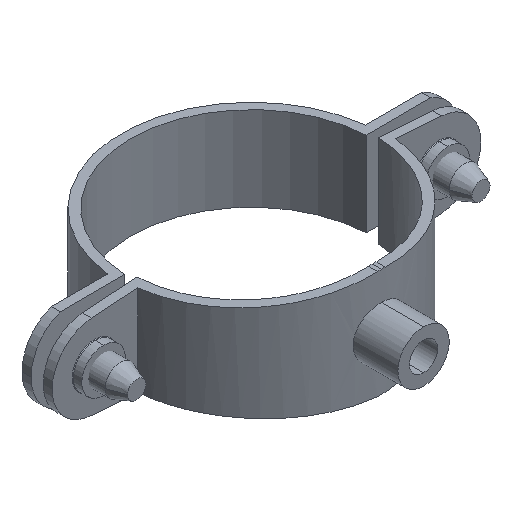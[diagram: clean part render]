
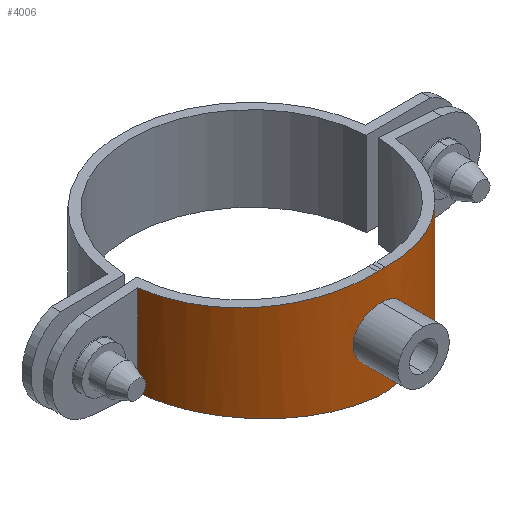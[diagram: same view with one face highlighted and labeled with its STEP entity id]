
A CAD part, isometric view. The second image highlights one B-rep face of the part: STEP entity #4006.
In plain terms, the highlighted cylindrical face has radius 21.5 mm (diameter 43 mm), a partial arc.
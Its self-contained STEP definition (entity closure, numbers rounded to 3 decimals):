
#2152=CARTESIAN_POINT('',(-0.632,-21.491,
-8.978));
#2153=CARTESIAN_POINT('',(-2.177,-21.445,
-8.869));
#2154=CARTESIAN_POINT('',(-4.981,-21.042,
-8.672));
#2155=CARTESIAN_POINT('',(-9.829,-19.402,
-8.331));
#2156=CARTESIAN_POINT('',(-14.769,-16.128,
-7.983));
#2157=CARTESIAN_POINT('',(-18.466,-11.492,
-7.723));
#2158=CARTESIAN_POINT('',(-20.526,-6.802,
-7.578));
#2159=CARTESIAN_POINT('',(-21.174,-4.039,
-7.533));
#2160=CARTESIAN_POINT('',(-21.354,-2.5,-7.52));
#2162=DIRECTION('',(0.,0.,1.));
#2163=VECTOR('',#2162,15.04);
#2164=CARTESIAN_POINT('',(-21.354,-2.5,-7.52));
#2165=LINE('',#2164,#2163);
#2166=CARTESIAN_POINT('',(-21.354,-2.5,7.52));
#2167=CARTESIAN_POINT('',(-21.174,-4.039,
7.533));
#2168=CARTESIAN_POINT('',(-20.526,-6.802,
7.578));
#2169=CARTESIAN_POINT('',(-18.466,-11.492,
7.723));
#2170=CARTESIAN_POINT('',(-14.769,-16.128,
7.983));
#2171=CARTESIAN_POINT('',(-9.829,-19.402,
8.331));
#2172=CARTESIAN_POINT('',(-4.981,-21.042,
8.672));
#2173=CARTESIAN_POINT('',(-2.177,-21.445,
8.869));
#2174=CARTESIAN_POINT('',(-0.632,-21.491,
8.978));
#2176=CARTESIAN_POINT('',(0.632,-21.491,
8.978));
#2177=CARTESIAN_POINT('',(2.177,-21.445,8.869));
#2178=CARTESIAN_POINT('',(4.981,-21.042,8.672));
#2179=CARTESIAN_POINT('',(9.829,-19.402,8.331));
#2180=CARTESIAN_POINT('',(14.769,-16.128,7.983));
#2181=CARTESIAN_POINT('',(18.466,-11.492,7.723));
#2182=CARTESIAN_POINT('',(20.526,-6.802,7.578));
#2183=CARTESIAN_POINT('',(21.174,-4.039,7.533));
#2184=CARTESIAN_POINT('',(21.354,-2.5,7.52));
#2186=DIRECTION('',(0.,0.,-1.));
#2187=VECTOR('',#2186,15.04);
#2188=CARTESIAN_POINT('',(21.354,-2.5,7.52));
#2189=LINE('',#2188,#2187);
#2190=CARTESIAN_POINT('',(21.354,-2.5,-7.52));
#2191=CARTESIAN_POINT('',(21.174,-4.039,
-7.533));
#2192=CARTESIAN_POINT('',(20.526,-6.802,
-7.578));
#2193=CARTESIAN_POINT('',(18.466,-11.492,
-7.723));
#2194=CARTESIAN_POINT('',(14.769,-16.128,
-7.983));
#2195=CARTESIAN_POINT('',(9.829,-19.402,
-8.331));
#2196=CARTESIAN_POINT('',(4.981,-21.042,
-8.672));
#2197=CARTESIAN_POINT('',(2.177,-21.445,
-8.869));
#2198=CARTESIAN_POINT('',(0.632,-21.491,
-8.978));
#2200=CARTESIAN_POINT('',(-0.632,-21.491,
8.978));
#2201=CARTESIAN_POINT('',(-0.562,-21.493,
8.983));
#2202=CARTESIAN_POINT('',(-0.421,-21.496,
8.991));
#2203=CARTESIAN_POINT('',(-0.211,-21.499,
8.998));
#2204=CARTESIAN_POINT('',(-0.07,-21.5,9.));
#2205=CARTESIAN_POINT('',(0.,-21.5,9.));
#2219=CARTESIAN_POINT('',(0.,-21.5,9.));
#2220=CARTESIAN_POINT('',(0.07,-21.5,9.));
#2221=CARTESIAN_POINT('',(0.211,-21.499,
8.998));
#2222=CARTESIAN_POINT('',(0.421,-21.496,
8.991));
#2223=CARTESIAN_POINT('',(0.562,-21.493,
8.983));
#2224=CARTESIAN_POINT('',(0.632,-21.491,
8.978));
#2259=CARTESIAN_POINT('',(0.632,-21.491,
-8.978));
#2260=CARTESIAN_POINT('',(0.491,-21.495,
-8.988));
#2261=CARTESIAN_POINT('',(0.211,-21.5,
-9.001));
#2262=CARTESIAN_POINT('',(-0.211,-21.5,
-9.001));
#2263=CARTESIAN_POINT('',(-0.491,-21.495,
-8.988));
#2264=CARTESIAN_POINT('',(-0.632,-21.491,
-8.978));
#2376=CARTESIAN_POINT('',(0.,-21.5,4.25));
#2377=CARTESIAN_POINT('',(0.294,-21.5,4.25));
#2378=CARTESIAN_POINT('',(0.883,-21.488,
4.189));
#2379=CARTESIAN_POINT('',(1.732,-21.435,3.915));
#2380=CARTESIAN_POINT('',(2.512,-21.357,3.468));
#2381=CARTESIAN_POINT('',(3.183,-21.266,2.864));
#2382=CARTESIAN_POINT('',(3.712,-21.179,2.134));
#2383=CARTESIAN_POINT('',(4.074,-21.111,1.314));
#2384=CARTESIAN_POINT('',(4.258,-21.074,
0.444));
#2385=CARTESIAN_POINT('',(4.258,-21.074,
-0.444));
#2386=CARTESIAN_POINT('',(4.074,-21.111,
-1.314));
#2387=CARTESIAN_POINT('',(3.712,-21.179,
-2.134));
#2388=CARTESIAN_POINT('',(3.183,-21.266,
-2.864));
#2389=CARTESIAN_POINT('',(2.512,-21.357,
-3.468));
#2390=CARTESIAN_POINT('',(1.732,-21.435,
-3.915));
#2391=CARTESIAN_POINT('',(0.883,-21.488,
-4.189));
#2392=CARTESIAN_POINT('',(0.294,-21.5,-4.25));
#2393=CARTESIAN_POINT('',(0.,-21.5,-4.25));
#2399=CARTESIAN_POINT('',(0.,-21.5,-4.25));
#2400=CARTESIAN_POINT('',(-0.294,-21.5,-4.25));
#2401=CARTESIAN_POINT('',(-0.883,-21.488,
-4.189));
#2402=CARTESIAN_POINT('',(-1.732,-21.435,
-3.915));
#2403=CARTESIAN_POINT('',(-2.512,-21.357,
-3.467));
#2404=CARTESIAN_POINT('',(-3.183,-21.266,
-2.864));
#2405=CARTESIAN_POINT('',(-3.712,-21.179,
-2.134));
#2406=CARTESIAN_POINT('',(-4.074,-21.111,
-1.315));
#2407=CARTESIAN_POINT('',(-4.258,-21.074,
-0.444));
#2408=CARTESIAN_POINT('',(-4.258,-21.074,
0.444));
#2409=CARTESIAN_POINT('',(-4.074,-21.111,
1.315));
#2410=CARTESIAN_POINT('',(-3.712,-21.179,
2.134));
#2411=CARTESIAN_POINT('',(-3.183,-21.266,
2.864));
#2412=CARTESIAN_POINT('',(-2.512,-21.357,
3.467));
#2413=CARTESIAN_POINT('',(-1.732,-21.435,
3.915));
#2414=CARTESIAN_POINT('',(-0.883,-21.488,
4.189));
#2415=CARTESIAN_POINT('',(-0.294,-21.5,4.25));
#2416=CARTESIAN_POINT('',(0.,-21.5,4.25));
#3372=VERTEX_POINT('',#2200);
#3373=VERTEX_POINT('',#2205);
#3377=VERTEX_POINT('',#2224);
#3378=VERTEX_POINT('',#2259);
#3379=VERTEX_POINT('',#2264);
#3626=VERTEX_POINT('',#2376);
#3627=VERTEX_POINT('',#2393);
#3636=CARTESIAN_POINT('',(-21.354,-2.5,-7.52));
#3637=CARTESIAN_POINT('',(-21.354,-2.5,7.52));
#3638=VERTEX_POINT('',#3636);
#3639=VERTEX_POINT('',#3637);
#3640=CARTESIAN_POINT('',(21.354,-2.5,7.52));
#3641=CARTESIAN_POINT('',(21.354,-2.5,-7.52));
#3642=VERTEX_POINT('',#3640);
#3643=VERTEX_POINT('',#3641);
#3978=CARTESIAN_POINT('',(0.,0.,9.));
#3979=DIRECTION('',(0.,0.,-1.));
#3980=DIRECTION('',(-1.,0.,0.));
#3981=AXIS2_PLACEMENT_3D('',#3978,#3979,#3980);
#3982=CYLINDRICAL_SURFACE('',#3981,21.5);
#3983=ORIENTED_EDGE('',*,*,#3939,.T.);
#3984=ORIENTED_EDGE('',*,*,#3965,.T.);
#3985=ORIENTED_EDGE('',*,*,#3899,.T.);
#3987=ORIENTED_EDGE('',*,*,#3986,.T.);
#3989=ORIENTED_EDGE('',*,*,#3988,.T.);
#3991=ORIENTED_EDGE('',*,*,#3990,.T.);
#3993=ORIENTED_EDGE('',*,*,#3992,.T.);
#3995=ORIENTED_EDGE('',*,*,#3994,.T.);
#3997=ORIENTED_EDGE('',*,*,#3996,.T.);
#3998=EDGE_LOOP('',(#3983,#3984,#3985,#3987,#3989,#3991,#3993,#3995,#3997));
#3999=FACE_OUTER_BOUND('',#3998,.F.);
#4001=ORIENTED_EDGE('',*,*,#4000,.F.);
#4003=ORIENTED_EDGE('',*,*,#4002,.F.);
#4004=EDGE_LOOP('',(#4001,#4003));
#4005=FACE_BOUND('',#4004,.F.);
#4006=ADVANCED_FACE('',(#3999,#4005),#3982,.T.);
#2161=B_SPLINE_CURVE_WITH_KNOTS('',3,(#2152,#2153,#2154,#2155,#2156,#2157,#2158,
#2159,#2160),.UNSPECIFIED.,.F.,.F.,(4,1,1,1,1,1,4),(0.,0.125,0.25,0.5,
0.75,0.875,1.),.UNSPECIFIED.);
#2175=B_SPLINE_CURVE_WITH_KNOTS('',3,(#2166,#2167,#2168,#2169,#2170,#2171,#2172,
#2173,#2174),.UNSPECIFIED.,.F.,.F.,(4,1,1,1,1,1,4),(0.,0.125,0.25,0.5,
0.75,0.875,1.),.UNSPECIFIED.);
#2185=B_SPLINE_CURVE_WITH_KNOTS('',3,(#2176,#2177,#2178,#2179,#2180,#2181,#2182,
#2183,#2184),.UNSPECIFIED.,.F.,.F.,(4,1,1,1,1,1,4),(0.,0.125,0.25,0.5,
0.75,0.875,1.),.UNSPECIFIED.);
#2199=B_SPLINE_CURVE_WITH_KNOTS('',3,(#2190,#2191,#2192,#2193,#2194,#2195,#2196,
#2197,#2198),.UNSPECIFIED.,.F.,.F.,(4,1,1,1,1,1,4),(0.,0.125,0.25,0.5,
0.75,0.875,1.),.UNSPECIFIED.);
#2206=B_SPLINE_CURVE_WITH_KNOTS('',3,(#2200,#2201,#2202,#2203,#2204,#2205),
.UNSPECIFIED.,.F.,.F.,(4,1,1,4),(0.,0.333,0.667,1.),
.UNSPECIFIED.);
#2225=B_SPLINE_CURVE_WITH_KNOTS('',3,(#2219,#2220,#2221,#2222,#2223,#2224),
.UNSPECIFIED.,.F.,.F.,(4,1,1,4),(0.,0.333,0.667,1.),
.UNSPECIFIED.);
#2265=B_SPLINE_CURVE_WITH_KNOTS('',3,(#2259,#2260,#2261,#2262,#2263,#2264),
.UNSPECIFIED.,.F.,.F.,(4,1,1,4),(0.,0.333,0.667,1.),
.UNSPECIFIED.);
#2394=B_SPLINE_CURVE_WITH_KNOTS('',3,(#2376,#2377,#2378,#2379,#2380,#2381,#2382,
#2383,#2384,#2385,#2386,#2387,#2388,#2389,#2390,#2391,#2392,#2393),
.UNSPECIFIED.,.F.,.F.,(4,1,1,1,1,1,1,1,1,1,1,1,1,1,1,4),(0.,0.067,
0.133,0.2,0.267,0.333,0.4,
0.467,0.533,0.6,0.667,0.733,
0.8,0.867,0.933,1.),.UNSPECIFIED.);
#2417=B_SPLINE_CURVE_WITH_KNOTS('',3,(#2399,#2400,#2401,#2402,#2403,#2404,#2405,
#2406,#2407,#2408,#2409,#2410,#2411,#2412,#2413,#2414,#2415,#2416),
.UNSPECIFIED.,.F.,.F.,(4,1,1,1,1,1,1,1,1,1,1,1,1,1,1,4),(0.,0.067,
0.133,0.2,0.267,0.333,0.4,
0.467,0.533,0.6,0.667,0.733,
0.8,0.867,0.933,1.),.UNSPECIFIED.);
#3899=EDGE_CURVE('',#3639,#3372,#2175,.T.);
#3939=EDGE_CURVE('',#3379,#3638,#2161,.T.);
#3965=EDGE_CURVE('',#3638,#3639,#2165,.T.);
#3986=EDGE_CURVE('',#3372,#3373,#2206,.T.);
#3988=EDGE_CURVE('',#3373,#3377,#2225,.T.);
#3990=EDGE_CURVE('',#3377,#3642,#2185,.T.);
#3992=EDGE_CURVE('',#3642,#3643,#2189,.T.);
#3994=EDGE_CURVE('',#3643,#3378,#2199,.T.);
#3996=EDGE_CURVE('',#3378,#3379,#2265,.T.);
#4000=EDGE_CURVE('',#3626,#3627,#2394,.T.);
#4002=EDGE_CURVE('',#3627,#3626,#2417,.T.);
